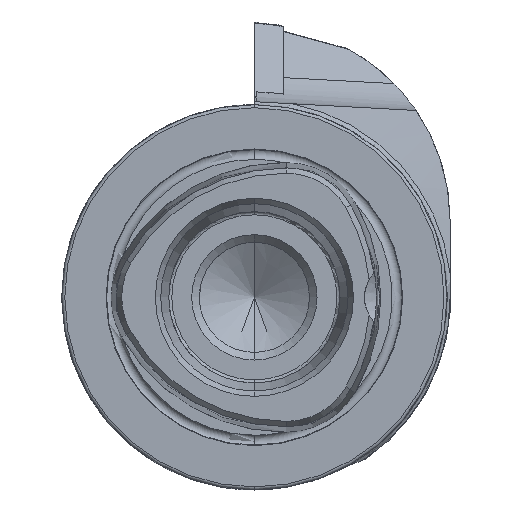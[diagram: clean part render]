
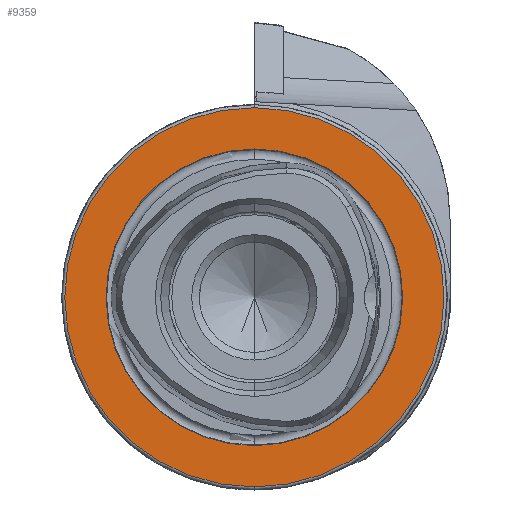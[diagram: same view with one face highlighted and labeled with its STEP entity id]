
A CAD part, left-side view. The second image highlights one B-rep face of the part: STEP entity #9359.
In plain terms, the highlighted planar face has unit normal (-1, 0, 0).
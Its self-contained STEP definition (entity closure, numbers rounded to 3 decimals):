
#450 = AXIS2_PLACEMENT_3D ( 'NONE', #2967, #4835, #9200 ) ;
#557 = VERTEX_POINT ( 'NONE', #1684 ) ;
#1051 = PLANE ( 'NONE',  #1288 ) ;
#1288 = AXIS2_PLACEMENT_3D ( 'NONE', #5408, #6228, #1795 ) ;
#1572 = DIRECTION ( 'NONE',  ( -1., 0., 0. ) ) ;
#1676 = VERTEX_POINT ( 'NONE', #3572 ) ;
#1684 = CARTESIAN_POINT ( 'NONE',  ( 0., 0., -24.25 ) ) ;
#1795 = DIRECTION ( 'NONE',  ( 0., 0., -1. ) ) ;
#1950 = CIRCLE ( 'NONE', #7259, 31. ) ;
#2120 = CARTESIAN_POINT ( 'NONE',  ( 0., 0., 0. ) ) ;
#2844 = DIRECTION ( 'NONE',  ( -1., 0., 0. ) ) ;
#2921 = EDGE_CURVE ( 'NONE', #4263, #4470, #1950, .T. ) ;
#2949 = ORIENTED_EDGE ( 'NONE', *, *, #6629, .F. ) ;
#2967 = CARTESIAN_POINT ( 'NONE',  ( 0., 0., 0. ) ) ;
#3108 = CIRCLE ( 'NONE', #450, 24.25 ) ;
#3572 = CARTESIAN_POINT ( 'NONE',  ( 0., 0., 24.25 ) ) ;
#3747 = CARTESIAN_POINT ( 'NONE',  ( 0., 0., -31. ) ) ;
#4263 = VERTEX_POINT ( 'NONE', #6025 ) ;
#4470 = VERTEX_POINT ( 'NONE', #3747 ) ;
#4835 = DIRECTION ( 'NONE',  ( -1., 0., 0. ) ) ;
#4861 = ORIENTED_EDGE ( 'NONE', *, *, #2921, .T. ) ;
#4866 = AXIS2_PLACEMENT_3D ( 'NONE', #6004, #1572, #6748 ) ;
#4969 = DIRECTION ( 'NONE',  ( -1., 0., 0. ) ) ;
#5298 = EDGE_CURVE ( 'NONE', #4470, #4263, #6306, .T. ) ;
#5408 = CARTESIAN_POINT ( 'NONE',  ( 0., 24.25, 0. ) ) ;
#5538 = FACE_BOUND ( 'NONE', #5874, .T. ) ;
#5874 = EDGE_LOOP ( 'NONE', ( #2949, #7545 ) ) ;
#6004 = CARTESIAN_POINT ( 'NONE',  ( 0., 0., 0. ) ) ;
#6025 = CARTESIAN_POINT ( 'NONE',  ( 0., 0., 31. ) ) ;
#6228 = DIRECTION ( 'NONE',  ( 1., 0., 0. ) ) ;
#6306 = CIRCLE ( 'NONE', #7301, 31. ) ;
#6422 = ORIENTED_EDGE ( 'NONE', *, *, #5298, .T. ) ;
#6449 = DIRECTION ( 'NONE',  ( 0., 0., 1. ) ) ;
#6629 = EDGE_CURVE ( 'NONE', #1676, #557, #3108, .T. ) ;
#6748 = DIRECTION ( 'NONE',  ( 0., 0., 1. ) ) ;
#6963 = CIRCLE ( 'NONE', #4866, 24.25 ) ;
#7175 = EDGE_LOOP ( 'NONE', ( #4861, #6422 ) ) ;
#7199 = CARTESIAN_POINT ( 'NONE',  ( 0., 0., 0. ) ) ;
#7259 = AXIS2_PLACEMENT_3D ( 'NONE', #2120, #2844, #7312 ) ;
#7301 = AXIS2_PLACEMENT_3D ( 'NONE', #7199, #4969, #6449 ) ;
#7312 = DIRECTION ( 'NONE',  ( 0., 0., 1. ) ) ;
#7545 = ORIENTED_EDGE ( 'NONE', *, *, #7615, .F. ) ;
#7615 = EDGE_CURVE ( 'NONE', #557, #1676, #6963, .T. ) ;
#9200 = DIRECTION ( 'NONE',  ( 0., 0., 1. ) ) ;
#9243 = FACE_OUTER_BOUND ( 'NONE', #7175, .T. ) ;
#9359 = ADVANCED_FACE ( 'NONE', ( #5538, #9243 ), #1051, .F. ) ;
